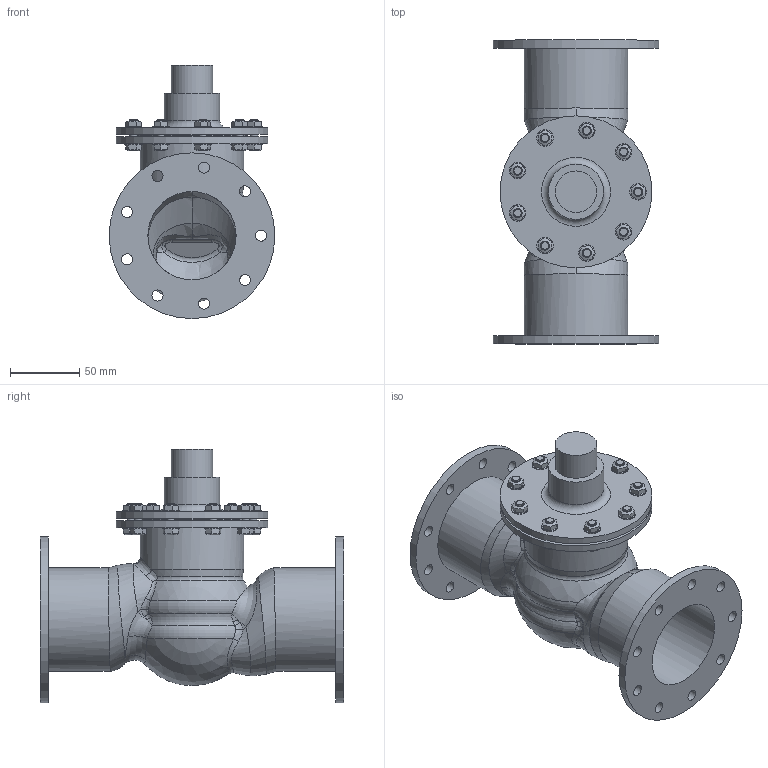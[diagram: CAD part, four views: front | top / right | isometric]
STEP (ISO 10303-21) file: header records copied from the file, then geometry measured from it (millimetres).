
FILE_DESCRIPTION( ( 'STEP Version 203' ), '1' );
FILE_NAME( 'Geom.stp', '12/03/14 10:18:42', ( 'lpontoir' ), ( ' ' ), 'PSStep 17.0.49', 'DesignModeler STEP Output', ' ' );
FILE_SCHEMA( ( 'CONFIG_CONTROL_DESIGN' ) );
Length unit declared in the file: metre
Products named in the file (22): body; flange; seal; valverod; bolt; nut; boplt
Bounding box: 120 x 220 x 183.3 mm (x, y, z)
Volume: 608390.8 mm3; surface area: 216884.7 mm2
Topology: 22 solids, 22 shells, 415 faces, 973 edges, 616 vertices
Faces by surface type: plane 174, cylinder 94, bspline 66, cone 47, torus 18, offset 12, sphere 4
Full cylindrical faces by diameter (mm): 5.4 x18, 7 x19, 8 x18, 12 x9, 12.547 x9, 30 x2, 40 x1, 50 x1, 54 x1, 64 x4, 75 x3, 80 x2, 110 x2, 120 x2
Entity records: 38502 total; most frequent: CARTESIAN_POINT 30055, ORIENTED_EDGE 1540, DIRECTION 1383, EDGE_CURVE 770, EDGE_LOOP 654, AXIS2_PLACEMENT_3D 635, VERTEX_POINT 575, FACE_OUTER_BOUND 510
